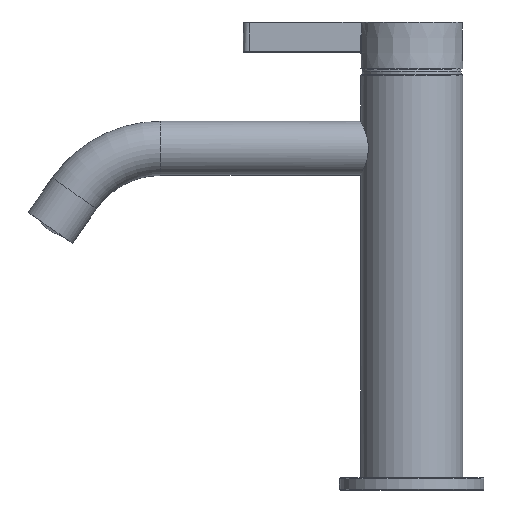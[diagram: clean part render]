
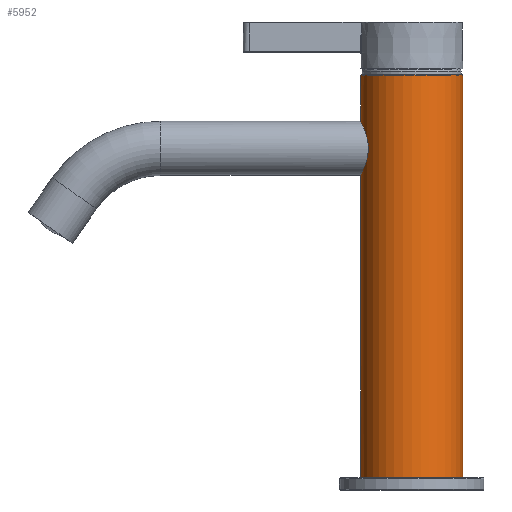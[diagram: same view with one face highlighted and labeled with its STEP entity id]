
A CAD part, left-side view. The second image highlights one B-rep face of the part: STEP entity #5952.
In plain terms, the highlighted cylindrical face has radius 17 mm (diameter 34 mm), a full revolution.
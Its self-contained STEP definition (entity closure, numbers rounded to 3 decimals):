
#187=LINE('',#11282,#547);
#188=LINE('',#11295,#548);
#547=VECTOR('',#9630,1000.);
#548=VECTOR('',#9631,1000.);
#911=B_SPLINE_CURVE_WITH_KNOTS('',3,(#11285,#11286,#11287,#11288,#11289,
#11290,#11291,#11292,#11293),.UNSPECIFIED.,.F.,.F.,(4,1,1,1,1,1,4),(0.001,
0.004,0.006,0.008,0.01,
0.012,0.015),.UNSPECIFIED.);
#912=B_SPLINE_CURVE_WITH_KNOTS('',3,(#11297,#11298,#11299,#11300,#11301,
#11302,#11303,#11304,#11305),.UNSPECIFIED.,.F.,.F.,(4,1,1,1,1,1,4),(0.024,
0.027,0.029,0.031,0.033,
0.035,0.039),.UNSPECIFIED.);
#1381=ORIENTED_EDGE('',*,*,#3108,.T.);
#1382=ORIENTED_EDGE('',*,*,#3109,.T.);
#1383=ORIENTED_EDGE('',*,*,#3110,.F.);
#1384=ORIENTED_EDGE('',*,*,#3111,.F.);
#1385=ORIENTED_EDGE('',*,*,#3112,.F.);
#1386=ORIENTED_EDGE('',*,*,#3113,.F.);
#3108=EDGE_CURVE('',#3978,#3978,#4557,.F.);
#3109=EDGE_CURVE('',#3979,#3979,#4558,.F.);
#3110=EDGE_CURVE('',#3980,#3981,#187,.F.);
#3111=EDGE_CURVE('',#3982,#3980,#911,.T.);
#3112=EDGE_CURVE('',#3983,#3982,#188,.T.);
#3113=EDGE_CURVE('',#3981,#3983,#912,.T.);
#3978=VERTEX_POINT('',#11279);
#3979=VERTEX_POINT('',#11281);
#3980=VERTEX_POINT('',#11283);
#3981=VERTEX_POINT('',#11284);
#3982=VERTEX_POINT('',#11294);
#3983=VERTEX_POINT('',#11296);
#4557=CIRCLE('',#8943,17.);
#4558=CIRCLE('',#8944,17.);
#4859=EDGE_LOOP('',(#1381));
#4860=EDGE_LOOP('',(#1382));
#4861=EDGE_LOOP('',(#1383,#1384,#1385,#1386));
#5379=FACE_BOUND('',#4859,.T.);
#5380=FACE_BOUND('',#4860,.T.);
#5381=FACE_BOUND('',#4861,.T.);
#5871=CYLINDRICAL_SURFACE('',#8942,17.);
#5952=ADVANCED_FACE('',(#5379,#5380,#5381),#5871,.T.);
#8942=AXIS2_PLACEMENT_3D('',#11277,#9624,#9625);
#8943=AXIS2_PLACEMENT_3D('',#11278,#9626,#9627);
#8944=AXIS2_PLACEMENT_3D('',#11280,#9628,#9629);
#9624=DIRECTION('',(1.,0.,0.));
#9625=DIRECTION('',(0.,0.,-1.));
#9626=DIRECTION('',(1.,0.,0.));
#9627=DIRECTION('',(0.,0.,-1.));
#9628=DIRECTION('',(-1.,0.,0.));
#9629=DIRECTION('',(0.,0.,1.));
#9630=DIRECTION('',(1.,0.,0.));
#9631=DIRECTION('',(1.,0.,0.));
#11277=CARTESIAN_POINT('',(0.,0.,0.));
#11278=CARTESIAN_POINT('',(-0.25,0.,0.));
#11279=CARTESIAN_POINT('',(-0.25,0.,-17.));
#11280=CARTESIAN_POINT('',(-133.75,0.,0.));
#11281=CARTESIAN_POINT('',(-133.75,0.,17.));
#11282=CARTESIAN_POINT('',(0.,16.,-5.745));
#11283=CARTESIAN_POINT('',(-105.5,16.,-5.745));
#11284=CARTESIAN_POINT('',(-113.5,16.,-5.745));
#11285=CARTESIAN_POINT('',(-105.5,16.,5.745));
#11286=CARTESIAN_POINT('',(-104.399,16.191,5.211));
#11287=CARTESIAN_POINT('',(-102.919,16.564,4.063));
#11288=CARTESIAN_POINT('',(-101.722,16.928,1.875));
#11289=CARTESIAN_POINT('',(-101.391,17.035,0.014));
#11290=CARTESIAN_POINT('',(-101.713,16.931,-1.852));
#11291=CARTESIAN_POINT('',(-102.903,16.569,-4.047));
#11292=CARTESIAN_POINT('',(-104.391,16.193,-5.207));
#11293=CARTESIAN_POINT('',(-105.5,16.,-5.745));
#11294=CARTESIAN_POINT('',(-105.5,16.,5.745));
#11295=CARTESIAN_POINT('',(0.,16.,5.745));
#11296=CARTESIAN_POINT('',(-113.5,16.,5.745));
#11297=CARTESIAN_POINT('',(-113.5,16.,-5.745));
#11298=CARTESIAN_POINT('',(-114.596,16.191,-5.214));
#11299=CARTESIAN_POINT('',(-116.075,16.562,-4.069));
#11300=CARTESIAN_POINT('',(-117.276,16.927,-1.88));
#11301=CARTESIAN_POINT('',(-117.609,17.035,-0.02));
#11302=CARTESIAN_POINT('',(-117.288,16.931,1.849));
#11303=CARTESIAN_POINT('',(-116.098,16.569,4.047));
#11304=CARTESIAN_POINT('',(-114.602,16.192,5.211));
#11305=CARTESIAN_POINT('',(-113.5,16.,5.745));
